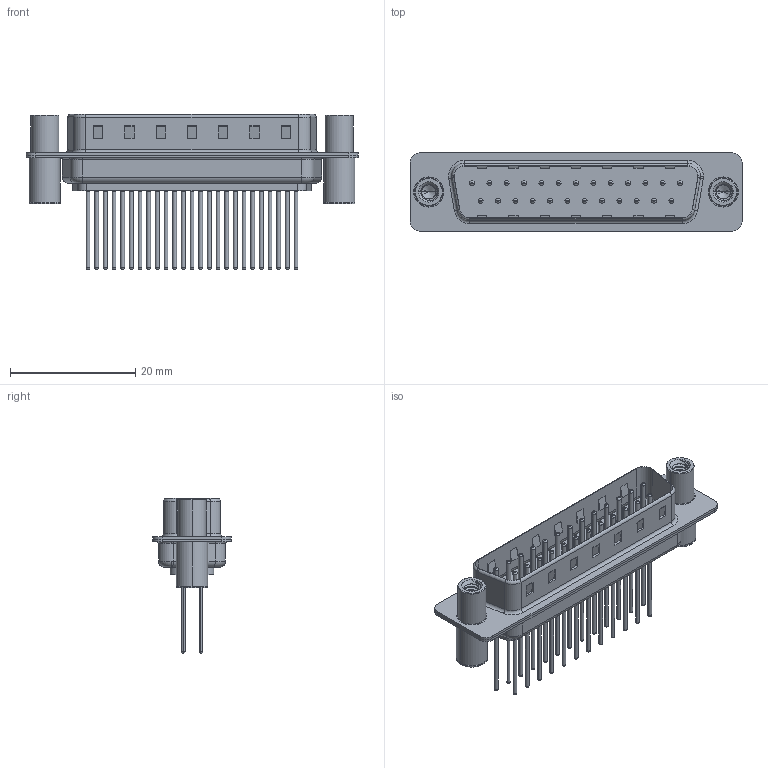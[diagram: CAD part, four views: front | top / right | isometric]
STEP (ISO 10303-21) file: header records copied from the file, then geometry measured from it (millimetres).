
FILE_DESCRIPTION (( 'STEP AP203' ), '1' );
FILE_NAME ('627-M25-323-WN4.STEP', '2020-07-17T07:02:56', ( '' ), ( '' ), 'SwSTEP 2.0', 'SolidWorks 2020', '' );
FILE_SCHEMA (( 'CONFIG_CONTROL_DESIGN' ));
Length unit declared in the file: millimetre
Products named in the file (7): 627M Shell Front_25 Contacts; 627M Housing_25 Contacts; 627M Contact Row 2_23; 627M Shell Rear_25 Contacts; 627M Contact Row 1_23; 627M 4-40 Threaded Standoff and Board Spacer; 627-M25-323-WN4
Assembly tree (30 placements, depth 2):
  627-M25-323-WN4
    627M Housing_25 Contacts
    627M Shell Front_25 Contacts
    627M Shell Rear_25 Contacts
    627M Contact Row 1_23  x13
    627M Contact Row 2_23  x12
    627M 4-40 Threaded Standoff and Board Spacer  x2
Bounding box: 53.05 x 12.5 x 24.77 mm (x, y, z)
Volume: 3054.8 mm3; surface area: 7696.1 mm2
Topology: 30 solids, 30 shells, 1387 faces, 3033 edges, 1840 vertices
Faces by surface type: cylinder 539, torus 454, plane 352, cone 30, bspline 12
Entity records: 22508 total; most frequent: CARTESIAN_POINT 5505, DIRECTION 3492, ORIENTED_EDGE 3094, EDGE_CURVE 1547, AXIS2_PLACEMENT_3D 1374, VERTEX_POINT 983, EDGE_LOOP 802, VECTOR 744
